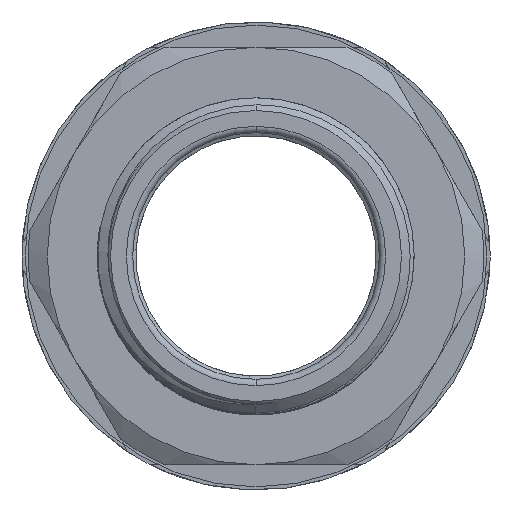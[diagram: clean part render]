
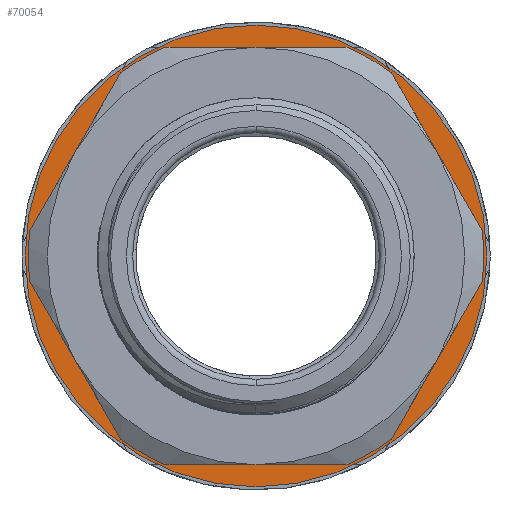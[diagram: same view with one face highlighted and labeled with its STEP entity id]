
A CAD part, front view. The second image highlights one B-rep face of the part: STEP entity #70054.
In plain terms, the highlighted planar face has unit normal (0, -1, 0).
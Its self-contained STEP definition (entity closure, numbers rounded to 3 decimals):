
#587 = ORIENTED_EDGE ( 'NONE', *, *, #13086, .F. ) ;
#1216 = DIRECTION ( 'NONE',  ( 0., 0., -1. ) ) ;
#3090 = CARTESIAN_POINT ( 'NONE',  ( 21.887, 17.057, 16.5 ) ) ;
#3391 = LINE ( 'NONE', #16022, #17283 ) ;
#4245 = CARTESIAN_POINT ( 'NONE',  ( 33.745, 17.057, 0. ) ) ;
#4429 = ORIENTED_EDGE ( 'NONE', *, *, #48122, .F. ) ;
#5172 = EDGE_CURVE ( 'NONE', #46353, #73790, #29496, .T. ) ;
#5514 = VERTEX_POINT ( 'NONE', #15599 ) ;
#5657 = DIRECTION ( 'NONE',  ( 0., 0., -1. ) ) ;
#7335 = DIRECTION ( 'NONE',  ( 0., -1., 0. ) ) ;
#7707 = EDGE_CURVE ( 'NONE', #69593, #40903, #16861, .T. ) ;
#7941 = EDGE_LOOP ( 'NONE', ( #75612, #71484 ) ) ;
#8193 = VERTEX_POINT ( 'NONE', #74029 ) ;
#10729 = AXIS2_PLACEMENT_3D ( 'NONE', #72446, #7335, #19155 ) ;
#11107 = FACE_OUTER_BOUND ( 'NONE', #7941, .T. ) ;
#11119 = VERTEX_POINT ( 'NONE', #57592 ) ;
#13086 = EDGE_CURVE ( 'NONE', #41203, #20803, #50248, .T. ) ;
#13757 = EDGE_CURVE ( 'NONE', #60356, #65227, #38116, .T. ) ;
#14616 = VERTEX_POINT ( 'NONE', #60205 ) ;
#15147 = EDGE_CURVE ( 'NONE', #20803, #60356, #48471, .T. ) ;
#15599 = CARTESIAN_POINT ( 'NONE',  ( 7.499, 17.057, 16.5 ) ) ;
#16022 = CARTESIAN_POINT ( 'NONE',  ( 5.167, 17.057, 16.5 ) ) ;
#16861 = CIRCLE ( 'NONE', #44491, 18. ) ;
#17283 = VECTOR ( 'NONE', #55972, 1000. ) ;
#17407 = CIRCLE ( 'NONE', #40039, 18. ) ;
#18659 = AXIS2_PLACEMENT_3D ( 'NONE', #29655, #66676, #30034 ) ;
#19155 = DIRECTION ( 'NONE',  ( 0., 0., -1. ) ) ;
#19555 = CARTESIAN_POINT ( 'NONE',  ( 25.385, 17.057, 14.48 ) ) ;
#20803 = VERTEX_POINT ( 'NONE', #21912 ) ;
#21855 = DIRECTION ( 'NONE',  ( 0., 0., -1. ) ) ;
#21912 = CARTESIAN_POINT ( 'NONE',  ( 4., 17.057, -14.48 ) ) ;
#22442 = AXIS2_PLACEMENT_3D ( 'NONE', #25643, #68567, #67783 ) ;
#22747 = AXIS2_PLACEMENT_3D ( 'NONE', #61180, #55237, #1216 ) ;
#22773 = DIRECTION ( 'NONE',  ( 0.5, 0., 0.866 ) ) ;
#22923 = DIRECTION ( 'NONE',  ( 0., 1., 0. ) ) ;
#24713 = LINE ( 'NONE', #69755, #54015 ) ;
#24728 = ORIENTED_EDGE ( 'NONE', *, *, #55535, .F. ) ;
#25643 = CARTESIAN_POINT ( 'NONE',  ( 14.693, 17.057, 0. ) ) ;
#25648 = CARTESIAN_POINT ( 'NONE',  ( -4.36, 17.057, 0. ) ) ;
#26368 = CARTESIAN_POINT ( 'NONE',  ( 21.887, 17.057, -16.5 ) ) ;
#28378 = EDGE_CURVE ( 'NONE', #44542, #8193, #54654, .T. ) ;
#28645 = CARTESIAN_POINT ( 'NONE',  ( 14.693, 17.057, 18.25 ) ) ;
#29496 = LINE ( 'NONE', #4245, #31311 ) ;
#29655 = CARTESIAN_POINT ( 'NONE',  ( 14.693, 17.057, 0. ) ) ;
#30034 = DIRECTION ( 'NONE',  ( 0., 0., -1. ) ) ;
#30206 = ORIENTED_EDGE ( 'NONE', *, *, #64009, .F. ) ;
#30210 = CARTESIAN_POINT ( 'NONE',  ( -3.193, 17.057, 2.02 ) ) ;
#30839 = ORIENTED_EDGE ( 'NONE', *, *, #5172, .F. ) ;
#31311 = VECTOR ( 'NONE', #22773, 1000. ) ;
#31537 = LINE ( 'NONE', #25648, #51237 ) ;
#32404 = EDGE_CURVE ( 'NONE', #5514, #11119, #74361, .T. ) ;
#33880 = DIRECTION ( 'NONE',  ( -0.5, 0., 0.866 ) ) ;
#35152 = PLANE ( 'NONE',  #56579 ) ;
#38116 = LINE ( 'NONE', #74787, #61051 ) ;
#38535 = CARTESIAN_POINT ( 'NONE',  ( 32.579, 17.057, -2.02 ) ) ;
#40039 = AXIS2_PLACEMENT_3D ( 'NONE', #65589, #59685, #5657 ) ;
#40649 = DIRECTION ( 'NONE',  ( 0., 0., -1. ) ) ;
#40848 = DIRECTION ( 'NONE',  ( -0.5, 0., -0.866 ) ) ;
#40903 = VERTEX_POINT ( 'NONE', #3090 ) ;
#41203 = VERTEX_POINT ( 'NONE', #42267 ) ;
#42267 = CARTESIAN_POINT ( 'NONE',  ( -3.193, 17.057, -2.02 ) ) ;
#42740 = ORIENTED_EDGE ( 'NONE', *, *, #13757, .F. ) ;
#44491 = AXIS2_PLACEMENT_3D ( 'NONE', #53264, #77705, #40649 ) ;
#44542 = VERTEX_POINT ( 'NONE', #28645 ) ;
#45504 = VERTEX_POINT ( 'NONE', #30210 ) ;
#46353 = VERTEX_POINT ( 'NONE', #58815 ) ;
#46590 = ORIENTED_EDGE ( 'NONE', *, *, #7707, .F. ) ;
#47621 = CIRCLE ( 'NONE', #63967, 18. ) ;
#48122 = EDGE_CURVE ( 'NONE', #73790, #14616, #71577, .T. ) ;
#48471 = CIRCLE ( 'NONE', #10729, 18. ) ;
#48602 = VECTOR ( 'NONE', #49469, 1000. ) ;
#48915 = CARTESIAN_POINT ( 'NONE',  ( 14.693, 17.057, 0. ) ) ;
#49290 = DIRECTION ( 'NONE',  ( 0., 0., -1. ) ) ;
#49469 = DIRECTION ( 'NONE',  ( 0.5, 0., -0.866 ) ) ;
#49860 = CARTESIAN_POINT ( 'NONE',  ( 5.167, 17.057, -16.5 ) ) ;
#50248 = LINE ( 'NONE', #49860, #48602 ) ;
#50968 = ORIENTED_EDGE ( 'NONE', *, *, #15147, .F. ) ;
#51237 = VECTOR ( 'NONE', #40848, 1000. ) ;
#52473 = DIRECTION ( 'NONE',  ( 0., 0., -1. ) ) ;
#53264 = CARTESIAN_POINT ( 'NONE',  ( 14.693, 17.057, 0. ) ) ;
#54015 = VECTOR ( 'NONE', #33880, 1000. ) ;
#54654 = CIRCLE ( 'NONE', #71024, 18.25 ) ;
#55237 = DIRECTION ( 'NONE',  ( 0., -1., 0. ) ) ;
#55503 = EDGE_CURVE ( 'NONE', #11119, #45504, #31537, .T. ) ;
#55535 = EDGE_CURVE ( 'NONE', #40903, #5514, #3391, .T. ) ;
#55972 = DIRECTION ( 'NONE',  ( -1., 0., 0. ) ) ;
#56579 = AXIS2_PLACEMENT_3D ( 'NONE', #48915, #60019, #49290 ) ;
#56606 = ORIENTED_EDGE ( 'NONE', *, *, #32404, .F. ) ;
#57372 = DIRECTION ( 'NONE',  ( 0., -1., 0. ) ) ;
#57592 = CARTESIAN_POINT ( 'NONE',  ( 4., 17.057, 14.48 ) ) ;
#57687 = ORIENTED_EDGE ( 'NONE', *, *, #76296, .F. ) ;
#58815 = CARTESIAN_POINT ( 'NONE',  ( 25.385, 17.057, -14.48 ) ) ;
#59685 = DIRECTION ( 'NONE',  ( 0., -1., 0. ) ) ;
#60019 = DIRECTION ( 'NONE',  ( 0., 1., 0. ) ) ;
#60205 = CARTESIAN_POINT ( 'NONE',  ( 32.579, 17.057, 2.02 ) ) ;
#60356 = VERTEX_POINT ( 'NONE', #63931 ) ;
#61051 = VECTOR ( 'NONE', #69264, 1000. ) ;
#61180 = CARTESIAN_POINT ( 'NONE',  ( 14.693, 17.057, 0. ) ) ;
#62358 = ORIENTED_EDGE ( 'NONE', *, *, #55503, .F. ) ;
#62538 = CARTESIAN_POINT ( 'NONE',  ( 14.693, 17.057, 0. ) ) ;
#63931 = CARTESIAN_POINT ( 'NONE',  ( 7.499, 17.057, -16.5 ) ) ;
#63967 = AXIS2_PLACEMENT_3D ( 'NONE', #62538, #57372, #21855 ) ;
#64009 = EDGE_CURVE ( 'NONE', #45504, #41203, #47621, .T. ) ;
#64107 = EDGE_CURVE ( 'NONE', #65227, #46353, #17407, .T. ) ;
#65004 = EDGE_CURVE ( 'NONE', #8193, #44542, #66510, .T. ) ;
#65150 = FACE_BOUND ( 'NONE', #76611, .T. ) ;
#65227 = VERTEX_POINT ( 'NONE', #26368 ) ;
#65589 = CARTESIAN_POINT ( 'NONE',  ( 14.693, 17.057, 0. ) ) ;
#66510 = CIRCLE ( 'NONE', #18659, 18.25 ) ;
#66676 = DIRECTION ( 'NONE',  ( 0., 1., 0. ) ) ;
#67783 = DIRECTION ( 'NONE',  ( 0., 0., -1. ) ) ;
#68567 = DIRECTION ( 'NONE',  ( 0., -1., 0. ) ) ;
#69264 = DIRECTION ( 'NONE',  ( 1., 0., 0. ) ) ;
#69593 = VERTEX_POINT ( 'NONE', #19555 ) ;
#69755 = CARTESIAN_POINT ( 'NONE',  ( 24.219, 17.057, 16.5 ) ) ;
#70054 = ADVANCED_FACE ( 'NONE', ( #65150, #11107 ), #35152, .F. ) ;
#71024 = AXIS2_PLACEMENT_3D ( 'NONE', #75088, #22923, #52473 ) ;
#71484 = ORIENTED_EDGE ( 'NONE', *, *, #28378, .F. ) ;
#71577 = CIRCLE ( 'NONE', #22442, 18. ) ;
#72446 = CARTESIAN_POINT ( 'NONE',  ( 14.693, 17.057, 0. ) ) ;
#73790 = VERTEX_POINT ( 'NONE', #38535 ) ;
#74029 = CARTESIAN_POINT ( 'NONE',  ( 14.693, 17.057, -18.25 ) ) ;
#74361 = CIRCLE ( 'NONE', #22747, 18. ) ;
#74787 = CARTESIAN_POINT ( 'NONE',  ( 24.219, 17.057, -16.5 ) ) ;
#75088 = CARTESIAN_POINT ( 'NONE',  ( 14.693, 17.057, 0. ) ) ;
#75612 = ORIENTED_EDGE ( 'NONE', *, *, #65004, .F. ) ;
#75798 = ORIENTED_EDGE ( 'NONE', *, *, #64107, .F. ) ;
#76296 = EDGE_CURVE ( 'NONE', #14616, #69593, #24713, .T. ) ;
#76611 = EDGE_LOOP ( 'NONE', ( #30839, #75798, #42740, #50968, #587, #30206, #62358, #56606, #24728, #46590, #57687, #4429 ) ) ;
#77705 = DIRECTION ( 'NONE',  ( 0., -1., 0. ) ) ;
